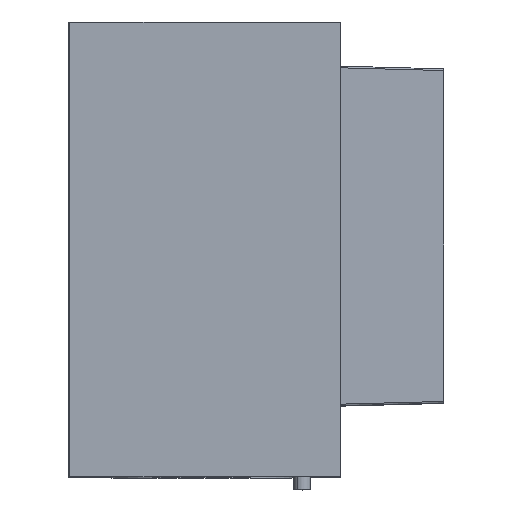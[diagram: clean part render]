
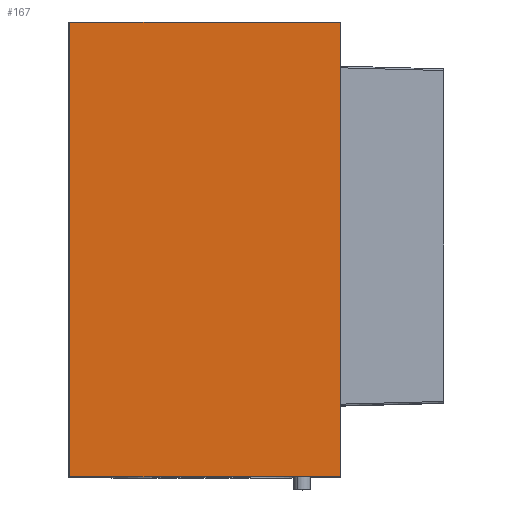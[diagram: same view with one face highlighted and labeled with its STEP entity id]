
A CAD part, top view. The second image highlights one B-rep face of the part: STEP entity #167.
In plain terms, the highlighted planar face has unit normal (-0.018, 0, 1).
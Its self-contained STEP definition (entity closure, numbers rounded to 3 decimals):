
#167 = ADVANCED_FACE ( 'NONE', ( #14795 ), #4747, .T. ) ;
#1539 = VERTEX_POINT ( 'NONE', #3815 ) ;
#1634 = LINE ( 'NONE', #4141, #5495 ) ;
#1780 = EDGE_CURVE ( 'NONE', #11690, #7481, #16088, .T. ) ;
#2061 = CARTESIAN_POINT ( 'NONE',  ( -40., -185.012, 40. ) ) ;
#3344 = EDGE_CURVE ( 'NONE', #1539, #8967, #4940, .T. ) ;
#3727 = CARTESIAN_POINT ( 'NONE',  ( 41.5, 35., 41.423 ) ) ;
#3815 = CARTESIAN_POINT ( 'NONE',  ( 41.5, -101., 41.423 ) ) ;
#3992 = ORIENTED_EDGE ( 'NONE', *, *, #8050, .F. ) ;
#4141 = CARTESIAN_POINT ( 'NONE',  ( -40., -101., 40. ) ) ;
#4747 = PLANE ( 'NONE',  #7856 ) ;
#4940 = LINE ( 'NONE', #3727, #11266 ) ;
#5495 = VECTOR ( 'NONE', #14457, 1000. ) ;
#5621 = LINE ( 'NONE', #8513, #9165 ) ;
#5794 = EDGE_LOOP ( 'NONE', ( #7940, #14645, #3992, #17339 ) ) ;
#7013 = DIRECTION ( 'NONE',  ( 1., 0., 0.017 ) ) ;
#7481 = VERTEX_POINT ( 'NONE', #15808 ) ;
#7629 = DIRECTION ( 'NONE',  ( -0.017, 0., 1. ) ) ;
#7856 = AXIS2_PLACEMENT_3D ( 'NONE', #2061, #7629, #13297 ) ;
#7940 = ORIENTED_EDGE ( 'NONE', *, *, #13661, .F. ) ;
#8050 = EDGE_CURVE ( 'NONE', #1539, #7481, #1634, .T. ) ;
#8513 = CARTESIAN_POINT ( 'NONE',  ( -40., 35., 40. ) ) ;
#8924 = CARTESIAN_POINT ( 'NONE',  ( -39.509, -101., 40.009 ) ) ;
#8967 = VERTEX_POINT ( 'NONE', #9333 ) ;
#9165 = VECTOR ( 'NONE', #7013, 1000. ) ;
#9333 = CARTESIAN_POINT ( 'NONE',  ( 41.5, 35., 41.423 ) ) ;
#10531 = DIRECTION ( 'NONE',  ( 0., 1., 0. ) ) ;
#11266 = VECTOR ( 'NONE', #10531, 1000. ) ;
#11690 = VERTEX_POINT ( 'NONE', #17956 ) ;
#11807 = DIRECTION ( 'NONE',  ( 0., -1., 0. ) ) ;
#13297 = DIRECTION ( 'NONE',  ( 1., 0., 0.017 ) ) ;
#13661 = EDGE_CURVE ( 'NONE', #11690, #8967, #5621, .T. ) ;
#14457 = DIRECTION ( 'NONE',  ( -1., 0., -0.017 ) ) ;
#14645 = ORIENTED_EDGE ( 'NONE', *, *, #1780, .T. ) ;
#14795 = FACE_OUTER_BOUND ( 'NONE', #5794, .T. ) ;
#15086 = VECTOR ( 'NONE', #11807, 1000. ) ;
#15808 = CARTESIAN_POINT ( 'NONE',  ( -39.509, -101., 40.009 ) ) ;
#16088 = LINE ( 'NONE', #8924, #15086 ) ;
#17339 = ORIENTED_EDGE ( 'NONE', *, *, #3344, .T. ) ;
#17956 = CARTESIAN_POINT ( 'NONE',  ( -39.509, 35., 40.009 ) ) ;
